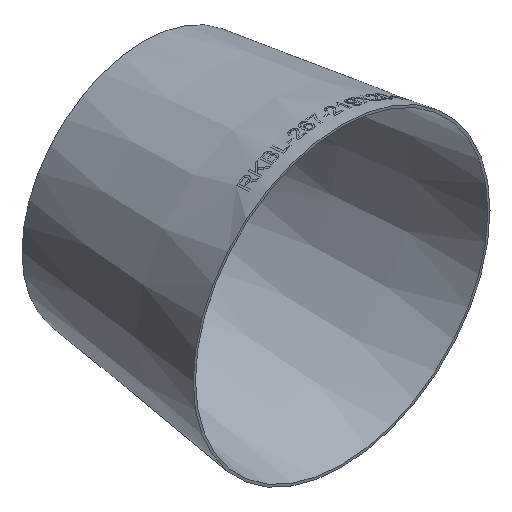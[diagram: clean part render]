
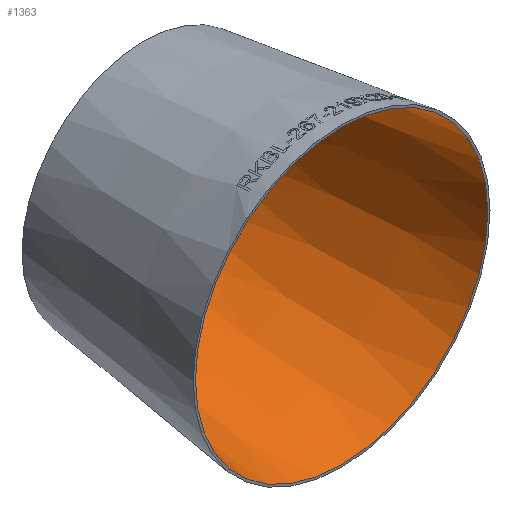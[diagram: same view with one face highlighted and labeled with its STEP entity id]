
A CAD part, isometric view. The second image highlights one B-rep face of the part: STEP entity #1363.
In plain terms, the highlighted conical face has half-angle 7.663 degrees and reference radius 131.482 mm.
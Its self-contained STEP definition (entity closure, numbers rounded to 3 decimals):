
#1363 = ADVANCED_FACE ( 'NONE', ( #21460, #22196 ), #35503, .F. ) ;
#1834 = ORIENTED_EDGE ( 'NONE', *, *, #6526, .T. ) ;
#1985 = VERTEX_POINT ( 'NONE', #16585 ) ;
#4940 = DIRECTION ( 'NONE',  ( 0., -1., 0. ) ) ;
#6526 = EDGE_CURVE ( 'NONE', #8056, #8056, #20667, .T. ) ;
#7398 = DIRECTION ( 'NONE',  ( 0., 0., -1. ) ) ;
#7510 = CARTESIAN_POINT ( 'NONE',  ( 0., 0., -131.482 ) ) ;
#7881 = DIRECTION ( 'NONE',  ( 0., 0., -1. ) ) ;
#8056 = VERTEX_POINT ( 'NONE', #7510 ) ;
#8498 = DIRECTION ( 'NONE',  ( 0., 0., -1. ) ) ;
#9981 = AXIS2_PLACEMENT_3D ( 'NONE', #36254, #4940, #7881 ) ;
#10005 = CARTESIAN_POINT ( 'NONE',  ( 0., 0., 0. ) ) ;
#11714 = ORIENTED_EDGE ( 'NONE', *, *, #28256, .F. ) ;
#12197 = EDGE_LOOP ( 'NONE', ( #11714 ) ) ;
#12987 = AXIS2_PLACEMENT_3D ( 'NONE', #16466, #33900, #8498 ) ;
#13606 = AXIS2_PLACEMENT_3D ( 'NONE', #10005, #32606, #7398 ) ;
#16466 = CARTESIAN_POINT ( 'NONE',  ( 0., 0., 0. ) ) ;
#16585 = CARTESIAN_POINT ( 'NONE',  ( 0., 178., -107.532 ) ) ;
#18826 = EDGE_LOOP ( 'NONE', ( #1834 ) ) ;
#20667 = CIRCLE ( 'NONE', #13606, 131.482 ) ;
#21460 = FACE_BOUND ( 'NONE', #12197, .T. ) ;
#22196 = FACE_OUTER_BOUND ( 'NONE', #18826, .T. ) ;
#28256 = EDGE_CURVE ( 'NONE', #1985, #1985, #34260, .T. ) ;
#32606 = DIRECTION ( 'NONE',  ( 0., -1., 0. ) ) ;
#33900 = DIRECTION ( 'NONE',  ( 0., -1., 0. ) ) ;
#34260 = CIRCLE ( 'NONE', #9981, 107.532 ) ;
#35503 = CONICAL_SURFACE ( 'NONE', #12987, 131.482, 0.134 ) ;
#36254 = CARTESIAN_POINT ( 'NONE',  ( 0., 178., 0. ) ) ;
